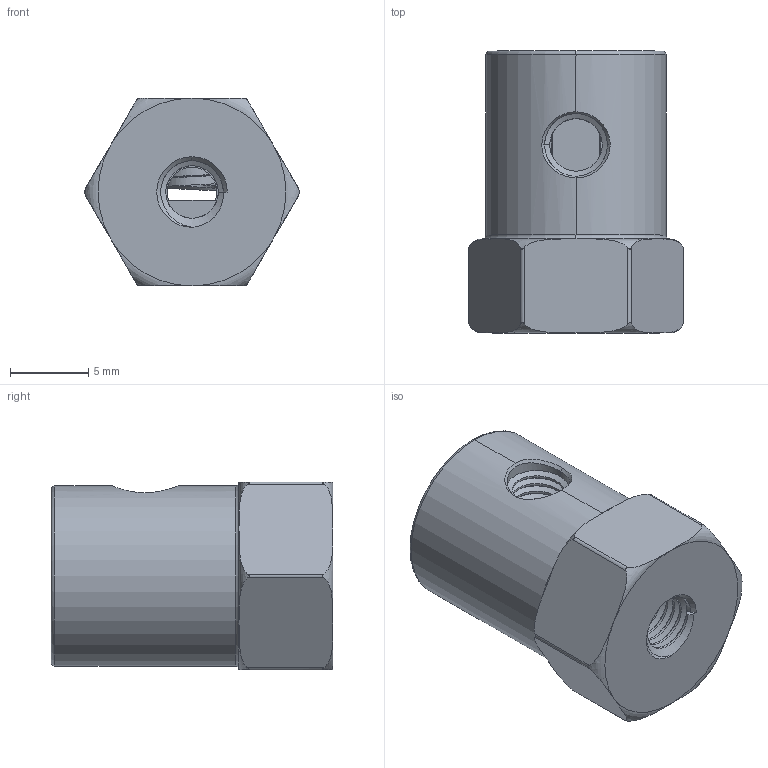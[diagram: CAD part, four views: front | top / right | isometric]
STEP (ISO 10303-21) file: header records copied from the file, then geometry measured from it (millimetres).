
FILE_DESCRIPTION (( 'STEP AP214' ), '1' );
FILE_NAME ('RC coupling.STEP', '2018-12-03T12:42:29', ( '' ), ( '' ), 'SwSTEP 2.0', 'SolidWorks 2018', '' );
FILE_SCHEMA (( 'AUTOMOTIVE_DESIGN' ));
Length unit declared in the file: millimetre
Products named in the file (1): RC coupling
Bounding box: 13.78 x 18 x 12 mm (x, y, z)
Volume: 1814.2 mm3; surface area: 1191.9 mm2
Topology: 1 solids, 1 shells, 100 faces, 276 edges, 169 vertices
Faces by surface type: cylinder 49, plane 17, torus 16, bspline 13, cone 5
Entity records: 7978 total; most frequent: CARTESIAN_POINT 5831, ORIENTED_EDGE 552, DIRECTION 327, EDGE_CURVE 276, VERTEX_POINT 169, AXIS2_PLACEMENT_3D 127, EDGE_LOOP 103, FACE_OUTER_BOUND 100
